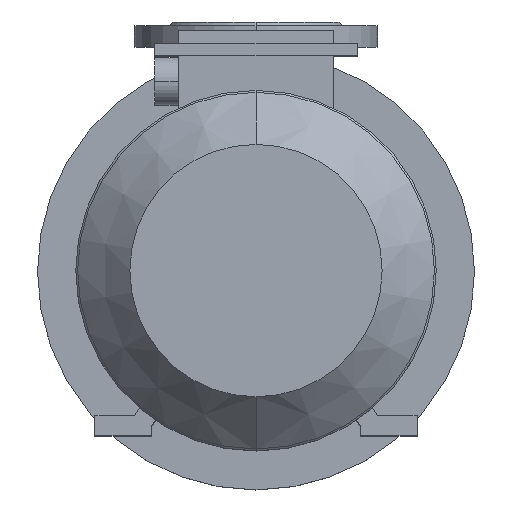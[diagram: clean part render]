
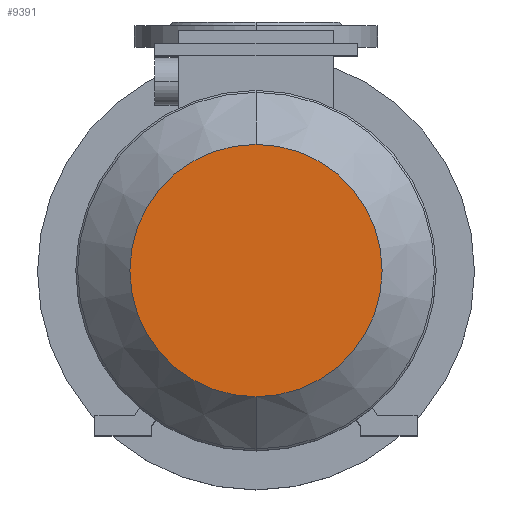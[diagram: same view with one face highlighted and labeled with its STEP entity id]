
A CAD part, top view. The second image highlights one B-rep face of the part: STEP entity #9391.
In plain terms, the highlighted planar face has unit normal (0, 0, 1).
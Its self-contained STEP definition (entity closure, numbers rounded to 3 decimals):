
#417 = EDGE_CURVE ( 'NONE', #8408, #8411, #2456, .T. ) ;
#491 = AXIS2_PLACEMENT_3D ( 'NONE', #9243, #9244, #9245 ) ;
#718 = PLANE ( 'NONE',  #6430 ) ;
#738 = CARTESIAN_POINT ( 'NONE',  ( 0., 0., 573. ) ) ;
#739 = DIRECTION ( 'NONE',  ( 0., 0., -1. ) ) ;
#740 = DIRECTION ( 'NONE',  ( 0., -1., 0. ) ) ;
#1960 = FACE_OUTER_BOUND ( 'NONE', #8534, .T. ) ;
#2456 = CIRCLE ( 'NONE', #491, 101.063 ) ;
#3857 = AXIS2_PLACEMENT_3D ( 'NONE', #5328, #5329, #5330 ) ;
#4691 = EDGE_CURVE ( 'NONE', #8411, #8408, #7600, .T. ) ;
#5328 = CARTESIAN_POINT ( 'NONE',  ( 0., 0., 573. ) ) ;
#5329 = DIRECTION ( 'NONE',  ( 0., 0., -1. ) ) ;
#5330 = DIRECTION ( 'NONE',  ( 0., -1., 0. ) ) ;
#5692 = CARTESIAN_POINT ( 'NONE',  ( 0., 101.062, 573. ) ) ;
#5693 = CARTESIAN_POINT ( 'NONE',  ( 0., -101.063, 573. ) ) ;
#6430 = AXIS2_PLACEMENT_3D ( 'NONE', #738, #739, #740 ) ;
#7600 = CIRCLE ( 'NONE', #3857, 101.063 ) ;
#8408 = VERTEX_POINT ( 'NONE', #5693 ) ;
#8411 = VERTEX_POINT ( 'NONE', #5692 ) ;
#8534 = EDGE_LOOP ( 'NONE', ( #9322, #9321 ) ) ;
#9243 = CARTESIAN_POINT ( 'NONE',  ( 0., 0., 573. ) ) ;
#9244 = DIRECTION ( 'NONE',  ( 0., 0., -1. ) ) ;
#9245 = DIRECTION ( 'NONE',  ( 0., -1., 0. ) ) ;
#9321 = ORIENTED_EDGE ( 'NONE', *, *, #4691, .F. ) ;
#9322 = ORIENTED_EDGE ( 'NONE', *, *, #417, .F. ) ;
#9391 = ADVANCED_FACE ( 'NONE', ( #1960 ), #718, .F. ) ;
